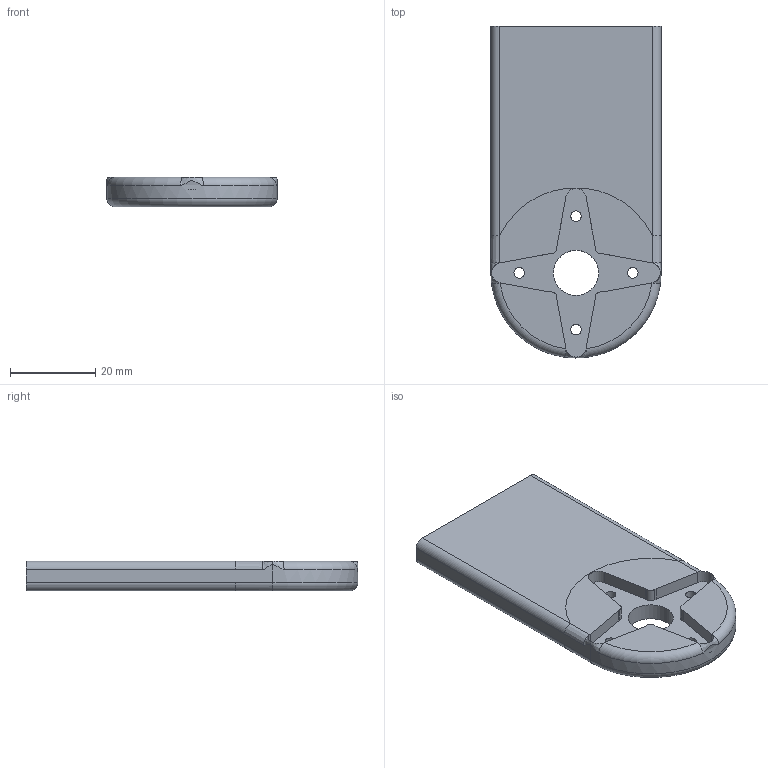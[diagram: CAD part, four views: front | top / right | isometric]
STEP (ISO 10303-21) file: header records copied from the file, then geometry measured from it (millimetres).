
FILE_DESCRIPTION(('FreeCAD Model'),'2;1');
FILE_NAME('Open CASCADE Shape Model','2022-06-20T19:32:33',('Author'),( ''),'Open CASCADE STEP processor 7.5','FreeCAD','Unknown');
FILE_SCHEMA(('AUTOMOTIVE_DESIGN { 1 0 10303 214 1 1 1 1 }'));
Length unit declared in the file: millimetre
Products named in the file (1): Axis for Servo
Bounding box: 40 x 78 x 7 mm (x, y, z)
Volume: 16809.9 mm3; surface area: 8222.9 mm2
Topology: 1 solids, 1 shells, 69 faces, 191 edges, 124 vertices
Faces by surface type: plane 39, cylinder 18, bspline 9, torus 3
Full cylindrical faces by diameter (mm): 2.5 x4, 10.6 x1
Entity records: 6333 total; most frequent: CARTESIAN_POINT 2310, DIRECTION 636, LINE 388, VECTOR 388, ORIENTED_EDGE 382, PCURVE 382, DEFINITIONAL_REPRESENTATION 382, EDGE_CURVE 191
